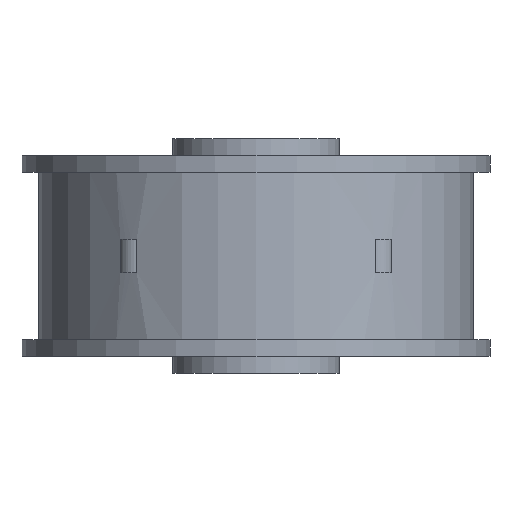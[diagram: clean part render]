
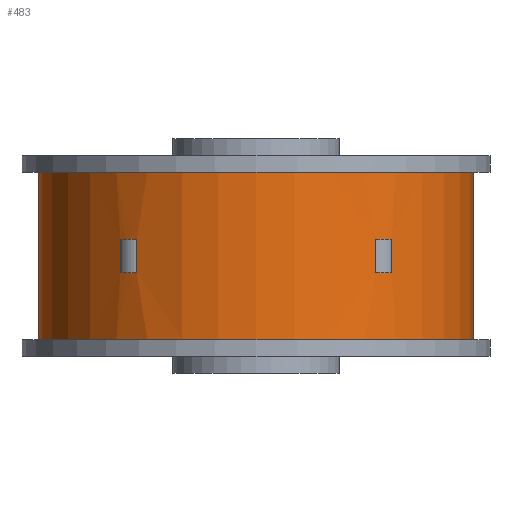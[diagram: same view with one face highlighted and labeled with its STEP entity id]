
A CAD part, front view. The second image highlights one B-rep face of the part: STEP entity #483.
In plain terms, the highlighted cylindrical face has radius 25.971 mm (diameter 51.942 mm), a partial arc.
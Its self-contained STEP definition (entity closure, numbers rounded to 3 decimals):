
#30 = VECTOR ( 'NONE', #861, 1000. ) ;
#65 = CARTESIAN_POINT ( 'NONE',  ( 14.267, -21.701, 0. ) ) ;
#66 = ORIENTED_EDGE ( 'NONE', *, *, #1618, .T. ) ;
#114 = EDGE_CURVE ( 'NONE', #723, #1813, #1934, .T. ) ;
#116 = LINE ( 'NONE', #2151, #1421 ) ;
#117 = ORIENTED_EDGE ( 'NONE', *, *, #114, .T. ) ;
#144 = ORIENTED_EDGE ( 'NONE', *, *, #2357, .F. ) ;
#145 = LINE ( 'NONE', #1912, #2562 ) ;
#147 = CARTESIAN_POINT ( 'NONE',  ( 14.267, -21.701, -2. ) ) ;
#195 = EDGE_CURVE ( 'NONE', #1523, #1696, #342, .T. ) ;
#213 = DIRECTION ( 'NONE',  ( 0., 0., 1. ) ) ;
#281 = DIRECTION ( 'NONE',  ( 1., 0., 0. ) ) ;
#286 = VERTEX_POINT ( 'NONE', #1677 ) ;
#287 = EDGE_LOOP ( 'NONE', ( #1330, #117, #1915, #1460 ) ) ;
#291 = CIRCLE ( 'NONE', #1756, 25.971 ) ;
#328 = ORIENTED_EDGE ( 'NONE', *, *, #2541, .T. ) ;
#335 = CIRCLE ( 'NONE', #672, 25.971 ) ;
#342 = CIRCLE ( 'NONE', #1101, 25.971 ) ;
#361 = CARTESIAN_POINT ( 'NONE',  ( 0., 0., -2. ) ) ;
#364 = EDGE_CURVE ( 'NONE', #723, #368, #145, .T. ) ;
#368 = VERTEX_POINT ( 'NONE', #2543 ) ;
#408 = FACE_BOUND ( 'NONE', #1459, .T. ) ;
#410 = CIRCLE ( 'NONE', #1607, 25.971 ) ;
#425 = VECTOR ( 'NONE', #213, 1000. ) ;
#444 = DIRECTION ( 'NONE',  ( 0., 0., -1. ) ) ;
#446 = EDGE_CURVE ( 'NONE', #1916, #1523, #536, .T. ) ;
#483 = ADVANCED_FACE ( 'NONE', ( #590, #758, #408 ), #2024, .T. ) ;
#536 = LINE ( 'NONE', #2162, #425 ) ;
#538 = DIRECTION ( 'NONE',  ( 1., 0., 0. ) ) ;
#561 = DIRECTION ( 'NONE',  ( 1., 0., 0. ) ) ;
#590 = FACE_OUTER_BOUND ( 'NONE', #287, .T. ) ;
#662 = CARTESIAN_POINT ( 'NONE',  ( -16.23, -20.275, -2. ) ) ;
#672 = AXIS2_PLACEMENT_3D ( 'NONE', #2061, #444, #1658 ) ;
#700 = EDGE_LOOP ( 'NONE', ( #2209, #328, #2167, #1099 ) ) ;
#723 = VERTEX_POINT ( 'NONE', #2397 ) ;
#724 = CARTESIAN_POINT ( 'NONE',  ( 0., 0., 2. ) ) ;
#741 = ORIENTED_EDGE ( 'NONE', *, *, #446, .F. ) ;
#758 = FACE_BOUND ( 'NONE', #700, .T. ) ;
#760 = CARTESIAN_POINT ( 'NONE',  ( 0., 0., 10. ) ) ;
#783 = LINE ( 'NONE', #1569, #1314 ) ;
#861 = DIRECTION ( 'NONE',  ( 0., 0., -1. ) ) ;
#869 = CARTESIAN_POINT ( 'NONE',  ( 25.971, 0., -10. ) ) ;
#925 = CARTESIAN_POINT ( 'NONE',  ( -14.267, -21.701, -2. ) ) ;
#940 = CARTESIAN_POINT ( 'NONE',  ( -16.23, -20.275, 2. ) ) ;
#1009 = EDGE_CURVE ( 'NONE', #1813, #2458, #783, .T. ) ;
#1026 = CARTESIAN_POINT ( 'NONE',  ( 0., 0., -10. ) ) ;
#1039 = DIRECTION ( 'NONE',  ( 0., 0., -1. ) ) ;
#1043 = VERTEX_POINT ( 'NONE', #147 ) ;
#1099 = ORIENTED_EDGE ( 'NONE', *, *, #1266, .F. ) ;
#1101 = AXIS2_PLACEMENT_3D ( 'NONE', #724, #1039, #2053 ) ;
#1186 = DIRECTION ( 'NONE',  ( 0., 0., 1. ) ) ;
#1196 = DIRECTION ( 'NONE',  ( 0., 0., 1. ) ) ;
#1266 = EDGE_CURVE ( 'NONE', #286, #2502, #410, .T. ) ;
#1271 = LINE ( 'NONE', #1913, #2051 ) ;
#1314 = VECTOR ( 'NONE', #1186, 1000. ) ;
#1330 = ORIENTED_EDGE ( 'NONE', *, *, #364, .F. ) ;
#1381 = AXIS2_PLACEMENT_3D ( 'NONE', #760, #2335, #538 ) ;
#1421 = VECTOR ( 'NONE', #2555, 1000. ) ;
#1459 = EDGE_LOOP ( 'NONE', ( #741, #66, #144, #1944 ) ) ;
#1460 = ORIENTED_EDGE ( 'NONE', *, *, #1918, .F. ) ;
#1476 = LINE ( 'NONE', #65, #30 ) ;
#1480 = DIRECTION ( 'NONE',  ( 0., 0., -1. ) ) ;
#1523 = VERTEX_POINT ( 'NONE', #1866 ) ;
#1569 = CARTESIAN_POINT ( 'NONE',  ( 25.971, 0., 10. ) ) ;
#1573 = DIRECTION ( 'NONE',  ( 0., 0., -1. ) ) ;
#1607 = AXIS2_PLACEMENT_3D ( 'NONE', #2078, #1480, #281 ) ;
#1618 = EDGE_CURVE ( 'NONE', #1916, #2258, #291, .T. ) ;
#1635 = DIRECTION ( 'NONE',  ( 0., 0., 1. ) ) ;
#1658 = DIRECTION ( 'NONE',  ( 1., 0., 0. ) ) ;
#1677 = CARTESIAN_POINT ( 'NONE',  ( 16.23, -20.275, 2. ) ) ;
#1696 = VERTEX_POINT ( 'NONE', #940 ) ;
#1745 = VERTEX_POINT ( 'NONE', #1991 ) ;
#1746 = DIRECTION ( 'NONE',  ( 0., 0., 1. ) ) ;
#1756 = AXIS2_PLACEMENT_3D ( 'NONE', #361, #1573, #2340 ) ;
#1765 = AXIS2_PLACEMENT_3D ( 'NONE', #1026, #1635, #2374 ) ;
#1772 = CARTESIAN_POINT ( 'NONE',  ( 25.971, 0., 10. ) ) ;
#1813 = VERTEX_POINT ( 'NONE', #869 ) ;
#1833 = EDGE_CURVE ( 'NONE', #1745, #286, #1271, .T. ) ;
#1866 = CARTESIAN_POINT ( 'NONE',  ( -14.267, -21.701, 2. ) ) ;
#1912 = CARTESIAN_POINT ( 'NONE',  ( -25.971, 0., 10. ) ) ;
#1913 = CARTESIAN_POINT ( 'NONE',  ( 16.23, -20.275, 0. ) ) ;
#1915 = ORIENTED_EDGE ( 'NONE', *, *, #1009, .T. ) ;
#1916 = VERTEX_POINT ( 'NONE', #925 ) ;
#1918 = EDGE_CURVE ( 'NONE', #368, #2458, #2551, .T. ) ;
#1934 = CIRCLE ( 'NONE', #1765, 25.971 ) ;
#1944 = ORIENTED_EDGE ( 'NONE', *, *, #195, .F. ) ;
#1991 = CARTESIAN_POINT ( 'NONE',  ( 16.23, -20.275, -2. ) ) ;
#2024 = CYLINDRICAL_SURFACE ( 'NONE', #2441, 25.971 ) ;
#2051 = VECTOR ( 'NONE', #2509, 1000. ) ;
#2053 = DIRECTION ( 'NONE',  ( 1., 0., 0. ) ) ;
#2061 = CARTESIAN_POINT ( 'NONE',  ( 0., 0., -2. ) ) ;
#2078 = CARTESIAN_POINT ( 'NONE',  ( 0., 0., 2. ) ) ;
#2151 = CARTESIAN_POINT ( 'NONE',  ( -16.23, -20.275, 0. ) ) ;
#2162 = CARTESIAN_POINT ( 'NONE',  ( -14.267, -21.701, 0. ) ) ;
#2167 = ORIENTED_EDGE ( 'NONE', *, *, #2569, .F. ) ;
#2204 = CARTESIAN_POINT ( 'NONE',  ( 0., 0., 10. ) ) ;
#2209 = ORIENTED_EDGE ( 'NONE', *, *, #1833, .F. ) ;
#2258 = VERTEX_POINT ( 'NONE', #662 ) ;
#2335 = DIRECTION ( 'NONE',  ( 0., 0., 1. ) ) ;
#2340 = DIRECTION ( 'NONE',  ( 1., 0., 0. ) ) ;
#2357 = EDGE_CURVE ( 'NONE', #1696, #2258, #116, .T. ) ;
#2374 = DIRECTION ( 'NONE',  ( 1., 0., 0. ) ) ;
#2397 = CARTESIAN_POINT ( 'NONE',  ( -25.971, 0., -10. ) ) ;
#2441 = AXIS2_PLACEMENT_3D ( 'NONE', #2204, #1196, #561 ) ;
#2458 = VERTEX_POINT ( 'NONE', #1772 ) ;
#2502 = VERTEX_POINT ( 'NONE', #2570 ) ;
#2509 = DIRECTION ( 'NONE',  ( 0., 0., 1. ) ) ;
#2541 = EDGE_CURVE ( 'NONE', #1745, #1043, #335, .T. ) ;
#2543 = CARTESIAN_POINT ( 'NONE',  ( -25.971, 0., 10. ) ) ;
#2551 = CIRCLE ( 'NONE', #1381, 25.971 ) ;
#2555 = DIRECTION ( 'NONE',  ( 0., 0., -1. ) ) ;
#2562 = VECTOR ( 'NONE', #1746, 1000. ) ;
#2569 = EDGE_CURVE ( 'NONE', #2502, #1043, #1476, .T. ) ;
#2570 = CARTESIAN_POINT ( 'NONE',  ( 14.267, -21.701, 2. ) ) ;
